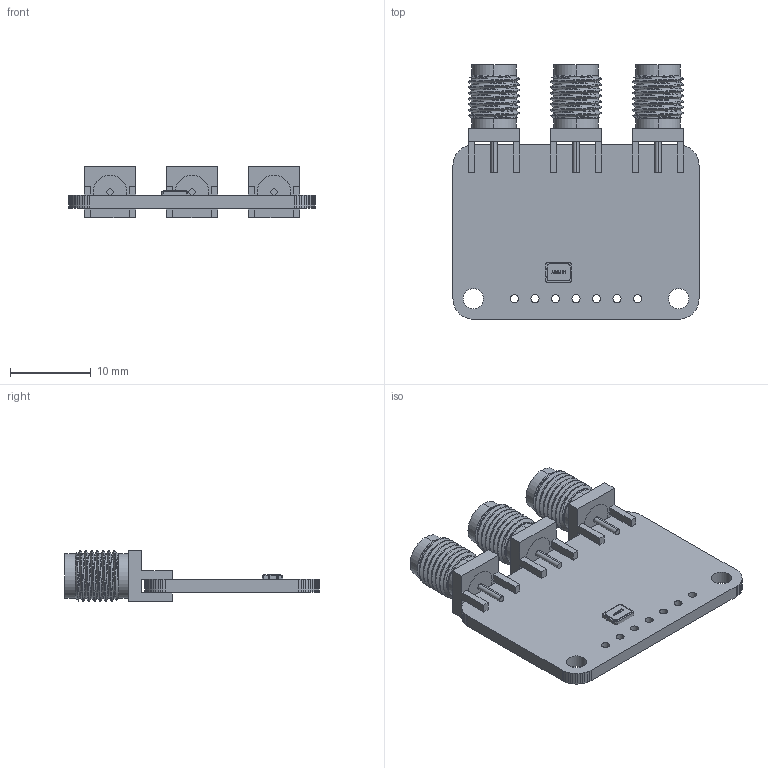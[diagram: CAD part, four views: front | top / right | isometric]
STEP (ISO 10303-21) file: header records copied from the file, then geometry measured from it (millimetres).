
FILE_DESCRIPTION(('KiCad electronic assembly'),'2;1');
FILE_NAME('Adafruit Si5351A.step','2022-11-22T10:13:46',('Pcbnew'),( 'Kicad'),'Open CASCADE STEP processor 7.5','KiCad to STEP converter' ,'Unknown');
FILE_SCHEMA(('AUTOMOTIVE_DESIGN { 1 0 10303 214 1 1 1 1 }'));
Length unit declared in the file: millimetre
Products named in the file (6): Adafruit Si5351A 1; CON-SMA-EDGE-S--3DModel-STEP-56544; COMPOUND; ASTX-H11-20.000MHZ-T--3DModel-STEP-368357; SOLID; PCB
Assembly tree (7 placements, depth 3):
  Adafruit Si5351A 1
    CON-SMA-EDGE-S--3DModel-STEP-56544  x3
      COMPOUND
    ASTX-H11-20.000MHZ-T--3DModel-STEP-368357
      SOLID
    PCB
Bounding box: 30.48 x 31.51 x 6.35 mm (x, y, z)
Volume: 1770.2 mm3; surface area: 3481.4 mm2
Topology: 11 solids, 11 shells, 442 faces, 1161 edges, 763 vertices
Faces by surface type: plane 245, cylinder 131, cone 30, bspline 24, sphere 6, revolution 6
Full cylindrical faces by diameter (mm): 1 x7, 2.5 x2
Entity records: 24307 total; most frequent: CARTESIAN_POINT 7631, DIRECTION 2796, LINE 1964, VECTOR 1964, ORIENTED_EDGE 1574, PCURVE 1574, DEFINITIONAL_REPRESENTATION 1574, EDGE_CURVE 787
